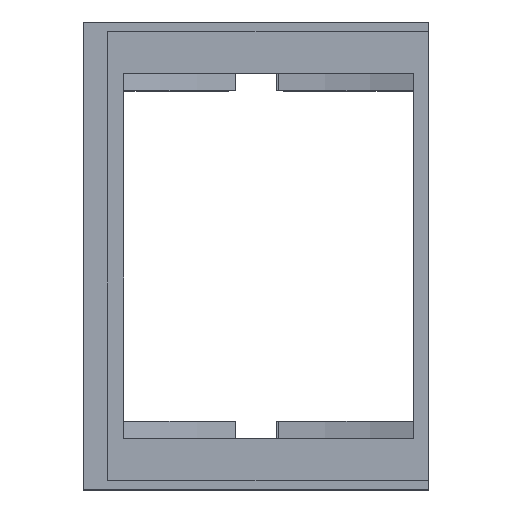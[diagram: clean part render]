
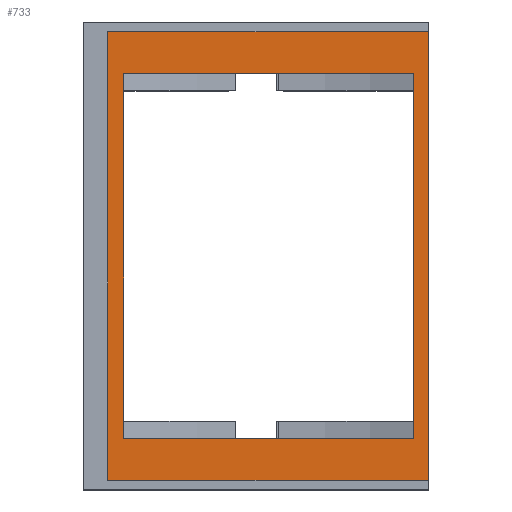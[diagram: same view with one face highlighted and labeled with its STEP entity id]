
A CAD part, top view. The second image highlights one B-rep face of the part: STEP entity #733.
In plain terms, the highlighted planar face has unit normal (0, 0, 1).
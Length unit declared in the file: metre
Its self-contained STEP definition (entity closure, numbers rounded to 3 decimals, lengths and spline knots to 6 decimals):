
#99=ORIENTED_EDGE('',*,*,#288,.F.);
#100=ORIENTED_EDGE('',*,*,#289,.T.);
#101=ORIENTED_EDGE('',*,*,#290,.T.);
#102=ORIENTED_EDGE('',*,*,#291,.T.);
#103=ORIENTED_EDGE('',*,*,#292,.F.);
#104=ORIENTED_EDGE('',*,*,#293,.T.);
#105=ORIENTED_EDGE('',*,*,#294,.T.);
#106=ORIENTED_EDGE('',*,*,#295,.T.);
#107=ORIENTED_EDGE('',*,*,#258,.F.);
#108=ORIENTED_EDGE('',*,*,#285,.T.);
#109=ORIENTED_EDGE('',*,*,#274,.T.);
#110=ORIENTED_EDGE('',*,*,#282,.T.);
#258=EDGE_CURVE('',#363,#364,#431,.T.);
#274=EDGE_CURVE('',#377,#378,#447,.T.);
#282=EDGE_CURVE('',#378,#364,#455,.T.);
#285=EDGE_CURVE('',#363,#377,#458,.T.);
#288=EDGE_CURVE('',#382,#383,#461,.T.);
#289=EDGE_CURVE('',#382,#384,#462,.T.);
#290=EDGE_CURVE('',#384,#385,#463,.T.);
#291=EDGE_CURVE('',#385,#386,#464,.T.);
#292=EDGE_CURVE('',#387,#386,#465,.T.);
#293=EDGE_CURVE('',#387,#388,#466,.T.);
#294=EDGE_CURVE('',#388,#348,#467,.T.);
#295=EDGE_CURVE('',#348,#383,#468,.T.);
#348=VERTEX_POINT('',#1030);
#363=VERTEX_POINT('',#1063);
#364=VERTEX_POINT('',#1064);
#377=VERTEX_POINT('',#1095);
#378=VERTEX_POINT('',#1096);
#382=VERTEX_POINT('',#1121);
#383=VERTEX_POINT('',#1122);
#384=VERTEX_POINT('',#1124);
#385=VERTEX_POINT('',#1126);
#386=VERTEX_POINT('',#1128);
#387=VERTEX_POINT('',#1130);
#388=VERTEX_POINT('',#1132);
#431=LINE('',#1062,#529);
#447=LINE('',#1094,#545);
#455=LINE('',#1109,#553);
#458=LINE('',#1114,#556);
#461=LINE('',#1120,#559);
#462=LINE('',#1123,#560);
#463=LINE('',#1125,#561);
#464=LINE('',#1127,#562);
#465=LINE('',#1129,#563);
#466=LINE('',#1131,#564);
#467=LINE('',#1133,#565);
#468=LINE('',#1134,#566);
#529=VECTOR('',#853,1.);
#545=VECTOR('',#873,1.);
#553=VECTOR('',#887,1.);
#556=VECTOR('',#894,1.);
#559=VECTOR('',#901,1.);
#560=VECTOR('',#902,1.);
#561=VECTOR('',#903,1.);
#562=VECTOR('',#904,1.);
#563=VECTOR('',#905,1.);
#564=VECTOR('',#906,1.);
#565=VECTOR('',#907,1.);
#566=VECTOR('',#908,1.);
#618=EDGE_LOOP('',(#99,#100,#101,#102,#103,#104,#105,#106));
#619=EDGE_LOOP('',(#107,#108,#109,#110));
#658=FACE_BOUND('',#618,.T.);
#659=FACE_BOUND('',#619,.T.);
#698=PLANE('',#786);
#733=ADVANCED_FACE('',(#658,#659),#698,.T.);
#786=AXIS2_PLACEMENT_3D('',#1119,#899,#900);
#853=DIRECTION('',(0.,-1.,0.));
#873=DIRECTION('',(0.,-1.,0.));
#887=DIRECTION('',(1.,0.,0.));
#894=DIRECTION('',(-1.,0.,0.));
#899=DIRECTION('',(0.,0.,1.));
#900=DIRECTION('',(1.,0.,0.));
#901=DIRECTION('',(1.,0.,0.));
#902=DIRECTION('',(0.,1.,0.));
#903=DIRECTION('',(0.,1.,0.));
#904=DIRECTION('',(0.,1.,0.));
#905=DIRECTION('',(-1.,0.,0.));
#906=DIRECTION('',(0.,-1.,0.));
#907=DIRECTION('',(0.,-1.,0.));
#908=DIRECTION('',(0.,-1.,0.));
#1030=CARTESIAN_POINT('',(0.013955,0.0247,-0.0235));
#1062=CARTESIAN_POINT('',(0.014855,0.028,-0.0235));
#1063=CARTESIAN_POINT('',(0.014855,0.049,-0.0235));
#1064=CARTESIAN_POINT('',(0.014855,0.021,-0.0235));
#1094=CARTESIAN_POINT('',(-0.005145,0.0216,-0.0235));
#1095=CARTESIAN_POINT('',(-0.005145,0.049,-0.0235));
#1096=CARTESIAN_POINT('',(-0.005145,0.021,-0.0235));
#1109=CARTESIAN_POINT('',(-0.006645,0.021,-0.0235));
#1114=CARTESIAN_POINT('',(-0.006645,0.049,-0.0235));
#1119=CARTESIAN_POINT('',(0.004905,0.035,-0.0235));
#1120=CARTESIAN_POINT('',(-0.005145,0.0236,-0.0235));
#1121=CARTESIAN_POINT('',(-0.004145,0.0236,-0.0235));
#1122=CARTESIAN_POINT('',(0.013955,0.0236,-0.0235));
#1123=CARTESIAN_POINT('',(-0.004145,0.0484,-0.0235));
#1124=CARTESIAN_POINT('',(-0.004145,0.0247,-0.0235));
#1125=CARTESIAN_POINT('',(-0.004145,0.0484,-0.0235));
#1126=CARTESIAN_POINT('',(-0.004145,0.0453,-0.0235));
#1127=CARTESIAN_POINT('',(-0.004145,0.0484,-0.0235));
#1128=CARTESIAN_POINT('',(-0.004145,0.0464,-0.0235));
#1129=CARTESIAN_POINT('',(-0.005145,0.0464,-0.0235));
#1130=CARTESIAN_POINT('',(0.013955,0.0464,-0.0235));
#1131=CARTESIAN_POINT('',(0.013955,0.0484,-0.0235));
#1132=CARTESIAN_POINT('',(0.013955,0.0453,-0.0235));
#1133=CARTESIAN_POINT('',(0.013955,0.0484,-0.0235));
#1134=CARTESIAN_POINT('',(0.013955,0.0484,-0.0235));
